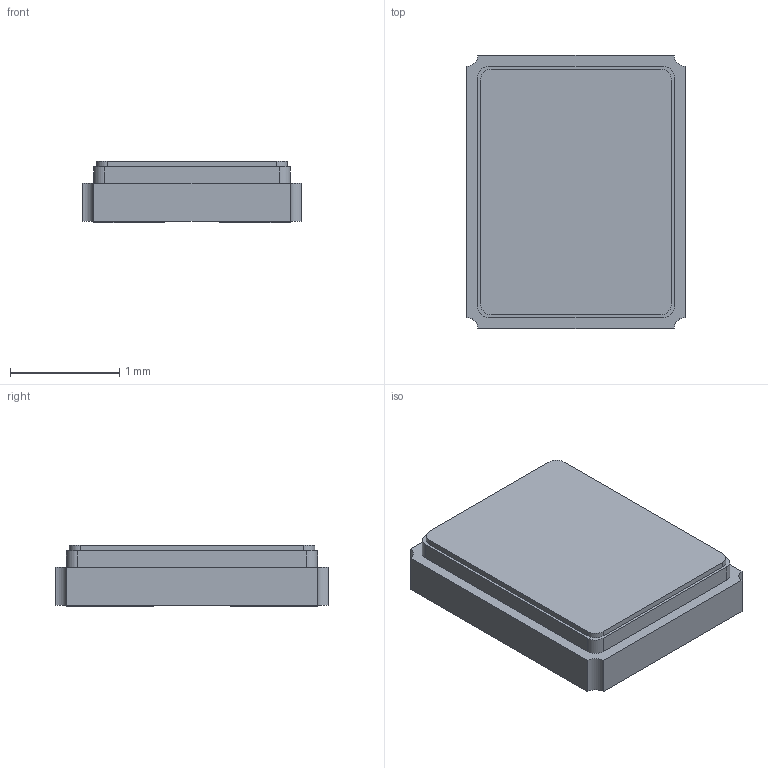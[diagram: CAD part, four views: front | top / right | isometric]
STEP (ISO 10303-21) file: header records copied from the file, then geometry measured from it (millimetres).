
FILE_DESCRIPTION(('FreeCAD Model'),'2;1');
FILE_NAME('crystal.step', '2020-06-29T22:07:37',('Author'),(''), 'Open CASCADE STEP processor 7.3','FreeCAD','Unknown');
FILE_SCHEMA(('AUTOMOTIVE_DESIGN { 1 0 10303 214 1 1 1 1 }'));
Length unit declared in the file: millimetre
Products named in the file (5): Cut; Body002; Body003; Body004; Array002
Bounding box: 2 x 2.5 x 0.56 mm (x, y, z)
Volume: 2.6 mm3; surface area: 36.1 mm2
Topology: 8 solids, 8 shells, 60 faces, 132 edges, 88 vertices
Faces by surface type: plane 48, cylinder 12
Entity records: 3522 total; most frequent: CARTESIAN_POINT 677, DIRECTION 510, LINE 336, VECTOR 336, ORIENTED_EDGE 264, PCURVE 264, DEFINITIONAL_REPRESENTATION 264, EDGE_CURVE 132
